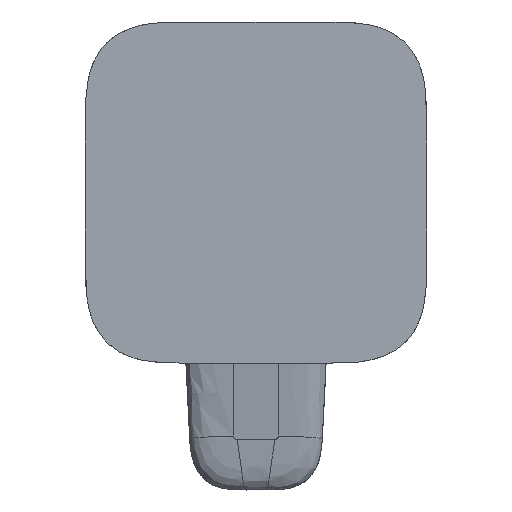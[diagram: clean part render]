
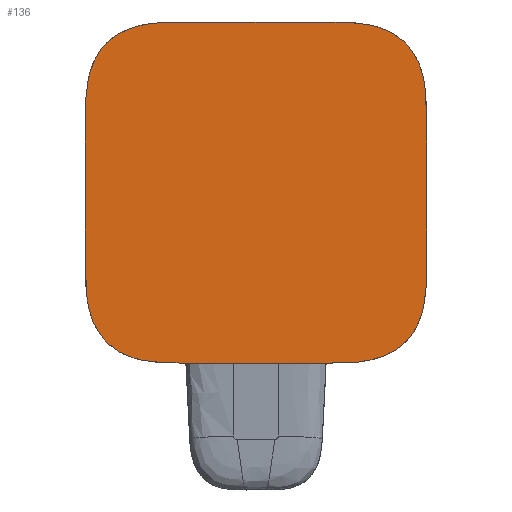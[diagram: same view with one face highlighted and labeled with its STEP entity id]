
A CAD part, left-side view. The second image highlights one B-rep face of the part: STEP entity #136.
In plain terms, the highlighted planar face has unit normal (-1, 0, 0).
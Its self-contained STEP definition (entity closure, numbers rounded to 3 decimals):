
#28=PLANE('',#7795);
#95=CIRCLE('',#7792,6397.685);
#96=CIRCLE('',#7794,6397.686);
#97=CIRCLE('',#7796,6397.685);
#98=CIRCLE('',#7797,6397.686);
#136=ADVANCED_FACE('extract',(#237),#28,.T.);
#237=FACE_OUTER_BOUND('',#1299,.T.);
#374=ORIENTED_EDGE('',*,*,#878,.T.);
#375=ORIENTED_EDGE('',*,*,#885,.T.);
#376=ORIENTED_EDGE('',*,*,#889,.T.);
#377=ORIENTED_EDGE('',*,*,#890,.T.);
#378=ORIENTED_EDGE('',*,*,#891,.T.);
#379=ORIENTED_EDGE('',*,*,#892,.T.);
#380=ORIENTED_EDGE('',*,*,#893,.T.);
#381=ORIENTED_EDGE('',*,*,#881,.T.);
#878=EDGE_CURVE('4',#1135,#1137,#2359,.T.);
#881=EDGE_CURVE('7',#1139,#1135,#95,.T.);
#885=EDGE_CURVE('11',#1137,#1142,#96,.T.);
#889=EDGE_CURVE('15',#1142,#1145,#2365,.T.);
#890=EDGE_CURVE('16',#1145,#1146,#97,.T.);
#891=EDGE_CURVE('17',#1146,#1147,#2366,.T.);
#892=EDGE_CURVE('18',#1147,#1148,#98,.T.);
#893=EDGE_CURVE('19',#1148,#1139,#2367,.T.);
#1135=VERTEX_POINT('2',#2624);
#1137=VERTEX_POINT('4',#2643);
#1139=VERTEX_POINT('6',#2656);
#1142=VERTEX_POINT('9',#2751);
#1145=VERTEX_POINT('12',#2760);
#1146=VERTEX_POINT('13',#2771);
#1147=VERTEX_POINT('14',#2773);
#1148=VERTEX_POINT('15',#2784);
#1299=EDGE_LOOP('',(#374,#375,#376,#377,#378,#379,#380,#381));
#2359=B_SPLINE_CURVE_WITH_KNOTS('',3,(#2644,#2645,#2646,#2647,#2648,#2649,#2650,#2651,#2652,#2653,#2643),.UNSPECIFIED.,.F.,.U.,(4,1,1,1,1,1,1,1,4),(0.,0.128,0.258,0.38,0.497,0.614,0.736,0.866,1.),.UNSPECIFIED.);
#2365=B_SPLINE_CURVE_WITH_KNOTS('',3,(#2751,#2761,#2762,#2763,#2764,#2765,#2766,#2767,#2768,#2769,#2770),.UNSPECIFIED.,.F.,.U.,(4,1,1,1,1,1,1,1,4),(0.,0.134,0.264,0.386,0.503,0.62,0.742,0.872,1.),.UNSPECIFIED.);
#2366=B_SPLINE_CURVE_WITH_KNOTS('',3,(#2771,#2774,#2775,#2776,#2777,#2778,#2779,#2780,#2781,#2782,#2783),.UNSPECIFIED.,.F.,.U.,(4,1,1,1,1,1,1,1,4),(0.,0.134,0.264,0.386,0.503,0.62,0.742,0.872,1.),.UNSPECIFIED.);
#2367=B_SPLINE_CURVE_WITH_KNOTS('',3,(#2786,#2787,#2788,#2789,#2790,#2791,#2792,#2793,#2794,#2795,#2656),.UNSPECIFIED.,.F.,.U.,(4,1,1,1,1,1,1,1,4),(0.,0.128,0.258,0.38,0.497,0.614,0.736,0.866,1.),.UNSPECIFIED.);
#2624=CARTESIAN_POINT('',(29.,-25.125,-46.551));
#2643=CARTESIAN_POINT('',(29.,-56.451,-15.225));
#2644=CARTESIAN_POINT('',(29.,-25.125,-46.551));
#2645=CARTESIAN_POINT('',(29.,-27.344,-46.542));
#2646=CARTESIAN_POINT('',(29.,-31.812,-46.516));
#2647=CARTESIAN_POINT('',(29.,-38.382,-45.705));
#2648=CARTESIAN_POINT('',(29.,-44.496,-43.578));
#2649=CARTESIAN_POINT('',(29.,-49.614,-39.925));
#2650=CARTESIAN_POINT('',(29.,-53.339,-34.866));
#2651=CARTESIAN_POINT('',(29.,-55.536,-28.79));
#2652=CARTESIAN_POINT('',(29.,-56.413,-22.127));
#2653=CARTESIAN_POINT('',(29.,-56.442,-17.554));
#2656=CARTESIAN_POINT('',(29.,25.125,-46.551));
#2662=CARTESIAN_POINT('',(29.,0.,6351.085));
#2751=CARTESIAN_POINT('',(29.,-56.451,35.025));
#2752=CARTESIAN_POINT('',(29.,6341.186,9.9));
#2759=CARTESIAN_POINT('',(29.,-57.049,66.949));
#2760=CARTESIAN_POINT('',(29.,-25.125,66.351));
#2761=CARTESIAN_POINT('',(29.,-56.442,37.354));
#2762=CARTESIAN_POINT('',(29.,-56.413,41.927));
#2763=CARTESIAN_POINT('',(29.,-55.536,48.59));
#2764=CARTESIAN_POINT('',(29.,-53.339,54.666));
#2765=CARTESIAN_POINT('',(29.,-49.614,59.726));
#2766=CARTESIAN_POINT('',(29.,-44.496,63.378));
#2767=CARTESIAN_POINT('',(29.,-38.382,65.505));
#2768=CARTESIAN_POINT('',(29.,-31.812,66.316));
#2769=CARTESIAN_POINT('',(29.,-27.344,66.342));
#2770=CARTESIAN_POINT('',(29.,-25.125,66.351));
#2771=CARTESIAN_POINT('',(29.,25.125,66.351));
#2772=CARTESIAN_POINT('',(29.,0.,-6331.285));
#2773=CARTESIAN_POINT('',(29.,56.451,35.025));
#2774=CARTESIAN_POINT('',(29.,27.454,66.342));
#2775=CARTESIAN_POINT('',(29.,32.027,66.313));
#2776=CARTESIAN_POINT('',(29.,38.69,65.436));
#2777=CARTESIAN_POINT('',(29.,44.766,63.239));
#2778=CARTESIAN_POINT('',(29.,49.825,59.514));
#2779=CARTESIAN_POINT('',(29.,53.478,54.396));
#2780=CARTESIAN_POINT('',(29.,55.605,48.283));
#2781=CARTESIAN_POINT('',(29.,56.416,41.712));
#2782=CARTESIAN_POINT('',(29.,56.442,37.244));
#2783=CARTESIAN_POINT('',(29.,56.451,35.025));
#2784=CARTESIAN_POINT('',(29.,56.451,-15.225));
#2785=CARTESIAN_POINT('',(29.,-6341.186,9.9));
#2786=CARTESIAN_POINT('',(29.,56.451,-15.225));
#2787=CARTESIAN_POINT('',(29.,56.442,-17.444));
#2788=CARTESIAN_POINT('',(29.,56.416,-21.912));
#2789=CARTESIAN_POINT('',(29.,55.605,-28.482));
#2790=CARTESIAN_POINT('',(29.,53.478,-34.596));
#2791=CARTESIAN_POINT('',(29.,49.825,-39.714));
#2792=CARTESIAN_POINT('',(29.,44.766,-43.439));
#2793=CARTESIAN_POINT('',(29.,38.69,-45.636));
#2794=CARTESIAN_POINT('',(29.,32.027,-46.513));
#2795=CARTESIAN_POINT('',(29.,27.454,-46.542));
#7792=AXIS2_PLACEMENT_3D('',#2662,#7847,#7851);
#7794=AXIS2_PLACEMENT_3D('',#2752,#7847,#7853);
#7795=AXIS2_PLACEMENT_3D('',#2759,#7847,#7855);
#7796=AXIS2_PLACEMENT_3D('',#2772,#7847,#7856);
#7797=AXIS2_PLACEMENT_3D('',#2785,#7847,#7857);
#7847=DIRECTION('',(-1.,0.,0.));
#7851=DIRECTION('',(0.,0.004,-1.));
#7853=DIRECTION('',(0.,-1.,-0.004));
#7855=DIRECTION('',(0.,1.,0.));
#7856=DIRECTION('',(0.,-0.004,1.));
#7857=DIRECTION('',(0.,1.,0.004));
